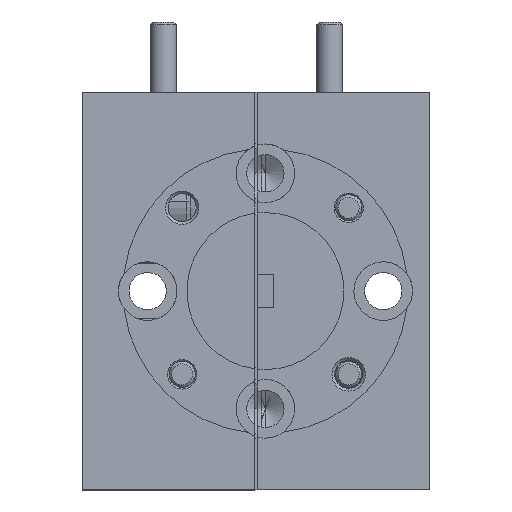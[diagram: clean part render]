
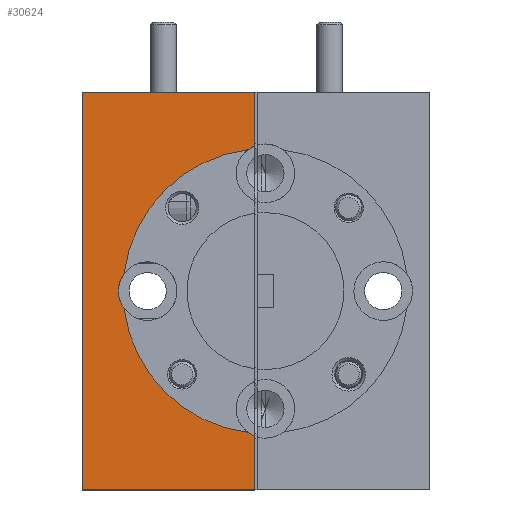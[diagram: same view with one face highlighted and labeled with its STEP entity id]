
A CAD part, left-side view. The second image highlights one B-rep face of the part: STEP entity #30624.
In plain terms, the highlighted planar face has unit normal (-1, 0, 0).
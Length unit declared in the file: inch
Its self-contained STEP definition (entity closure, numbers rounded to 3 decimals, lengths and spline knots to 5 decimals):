
#99 = CARTESIAN_POINT ( 'NONE',  ( -1.8, 0.31243, 2.76392 ) ) ;
#992 = CARTESIAN_POINT ( 'NONE',  ( -1.8, 0., 2.37552 ) ) ;
#1354 = CIRCLE ( 'NONE', #15243, 0.34 ) ;
#1501 = ORIENTED_EDGE ( 'NONE', *, *, #21957, .F. ) ;
#1878 = CARTESIAN_POINT ( 'NONE',  ( -1.8, 0.01677, 2.38472 ) ) ;
#1986 = EDGE_CURVE ( 'NONE', #27407, #16243, #3610, .T. ) ;
#2101 = EDGE_CURVE ( 'NONE', #18243, #10515, #18638, .T. ) ;
#2224 = CARTESIAN_POINT ( 'NONE',  ( -1.8, 0., 3.06878 ) ) ;
#2405 = CARTESIAN_POINT ( 'NONE',  ( -1.8, 0.412, 3.19715 ) ) ;
#2987 = ORIENTED_EDGE ( 'NONE', *, *, #1986, .T. ) ;
#3030 = AXIS2_PLACEMENT_3D ( 'NONE', #2405, #11865, #23940 ) ;
#3190 = DIRECTION ( 'NONE',  ( 0., -1., 0. ) ) ;
#3363 = EDGE_CURVE ( 'NONE', #9651, #7302, #15190, .T. ) ;
#3597 = DIRECTION ( 'NONE',  ( 0., 0., 1. ) ) ;
#3609 = DIRECTION ( 'NONE',  ( 0., 0., -1. ) ) ;
#3610 = LINE ( 'NONE', #10899, #12135 ) ;
#4595 = AXIS2_PLACEMENT_3D ( 'NONE', #20648, #6596, #3609 ) ;
#5284 = ORIENTED_EDGE ( 'NONE', *, *, #7324, .F. ) ;
#5728 = CARTESIAN_POINT ( 'NONE',  ( -1.8, 0., 3.19715 ) ) ;
#5979 = DIRECTION ( 'NONE',  ( 0., 0., -1. ) ) ;
#6291 = AXIS2_PLACEMENT_3D ( 'NONE', #6383, #19689, #29183 ) ;
#6323 = PLANE ( 'NONE',  #3030 ) ;
#6383 = CARTESIAN_POINT ( 'NONE',  ( -1.8, -0.025, 3.0034 ) ) ;
#6542 = CARTESIAN_POINT ( 'NONE',  ( -1.8, 0., 2.24715 ) ) ;
#6573 = CARTESIAN_POINT ( 'NONE',  ( -1.8, -0.025, 2.72215 ) ) ;
#6596 = DIRECTION ( 'NONE',  ( -1., 0., 0. ) ) ;
#6905 = DIRECTION ( 'NONE',  ( 0., 0., 1. ) ) ;
#6958 = ORIENTED_EDGE ( 'NONE', *, *, #3363, .F. ) ;
#7176 = EDGE_CURVE ( 'NONE', #15216, #10515, #21804, .T. ) ;
#7302 = VERTEX_POINT ( 'NONE', #992 ) ;
#7324 = EDGE_CURVE ( 'NONE', #27407, #15216, #13408, .T. ) ;
#7352 = AXIS2_PLACEMENT_3D ( 'NONE', #11484, #18462, #5979 ) ;
#7725 = CARTESIAN_POINT ( 'NONE',  ( -1.8, 0.412, 3.19715 ) ) ;
#7983 = ORIENTED_EDGE ( 'NONE', *, *, #10715, .F. ) ;
#8402 = EDGE_LOOP ( 'NONE', ( #15178, #6958, #7983, #29115, #9091, #1501, #13165, #14003, #5284, #2987 ) ) ;
#9091 = ORIENTED_EDGE ( 'NONE', *, *, #26962, .F. ) ;
#9651 = VERTEX_POINT ( 'NONE', #1878 ) ;
#10106 = VECTOR ( 'NONE', #3190, 39.37008 ) ;
#10515 = VERTEX_POINT ( 'NONE', #5728 ) ;
#10613 = VECTOR ( 'NONE', #19742, 39.37008 ) ;
#10715 = EDGE_CURVE ( 'NONE', #27554, #9651, #19902, .T. ) ;
#10899 = CARTESIAN_POINT ( 'NONE',  ( -1.8, 0.412, 2.24715 ) ) ;
#11484 = CARTESIAN_POINT ( 'NONE',  ( -1.8, -0.025, 2.4409 ) ) ;
#11865 = DIRECTION ( 'NONE',  ( 1., 0., 0. ) ) ;
#12135 = VECTOR ( 'NONE', #15383, 39.37008 ) ;
#12155 = VECTOR ( 'NONE', #6905, 39.37008 ) ;
#13165 = ORIENTED_EDGE ( 'NONE', *, *, #2101, .T. ) ;
#13387 = DIRECTION ( 'NONE',  ( -1., 0., 0. ) ) ;
#13408 = LINE ( 'NONE', #22867, #10613 ) ;
#13989 = CARTESIAN_POINT ( 'NONE',  ( -1.8, 0., 3.19715 ) ) ;
#14003 = ORIENTED_EDGE ( 'NONE', *, *, #7176, .F. ) ;
#14200 = AXIS2_PLACEMENT_3D ( 'NONE', #18360, #13387, #15880 ) ;
#15056 = EDGE_CURVE ( 'NONE', #28358, #27554, #19611, .T. ) ;
#15178 = ORIENTED_EDGE ( 'NONE', *, *, #15317, .T. ) ;
#15190 = CIRCLE ( 'NONE', #7352, 0.07 ) ;
#15216 = VERTEX_POINT ( 'NONE', #24212 ) ;
#15243 = AXIS2_PLACEMENT_3D ( 'NONE', #6573, #29955, #20946 ) ;
#15317 = EDGE_CURVE ( 'NONE', #16243, #7302, #15366, .T. ) ;
#15366 = LINE ( 'NONE', #24812, #28593 ) ;
#15383 = DIRECTION ( 'NONE',  ( 0., -1., 0. ) ) ;
#15880 = DIRECTION ( 'NONE',  ( 0., 0., -1. ) ) ;
#16243 = VERTEX_POINT ( 'NONE', #6542 ) ;
#18152 = CARTESIAN_POINT ( 'NONE',  ( -1.8, 0.31243, 2.68038 ) ) ;
#18243 = VERTEX_POINT ( 'NONE', #2224 ) ;
#18360 = CARTESIAN_POINT ( 'NONE',  ( -1.8, 0.25625, 2.72215 ) ) ;
#18462 = DIRECTION ( 'NONE',  ( -1., 0., 0. ) ) ;
#18638 = LINE ( 'NONE', #13989, #12155 ) ;
#19593 = CIRCLE ( 'NONE', #6291, 0.07 ) ;
#19611 = CIRCLE ( 'NONE', #14200, 0.07 ) ;
#19689 = DIRECTION ( 'NONE',  ( -1., 0., 0. ) ) ;
#19742 = DIRECTION ( 'NONE',  ( 0., 0., 1. ) ) ;
#19902 = CIRCLE ( 'NONE', #4595, 0.34 ) ;
#20359 = CARTESIAN_POINT ( 'NONE',  ( -1.8, 0.01677, 3.05957 ) ) ;
#20648 = CARTESIAN_POINT ( 'NONE',  ( -1.8, -0.025, 2.72215 ) ) ;
#20671 = CARTESIAN_POINT ( 'NONE',  ( -1.8, 0.412, 2.24715 ) ) ;
#20946 = DIRECTION ( 'NONE',  ( 0., 0., -1. ) ) ;
#21804 = LINE ( 'NONE', #7725, #10106 ) ;
#21957 = EDGE_CURVE ( 'NONE', #18243, #22513, #19593, .T. ) ;
#22513 = VERTEX_POINT ( 'NONE', #20359 ) ;
#22867 = CARTESIAN_POINT ( 'NONE',  ( -1.8, 0.412, 3.19715 ) ) ;
#23940 = DIRECTION ( 'NONE',  ( 0., 0., -1. ) ) ;
#24212 = CARTESIAN_POINT ( 'NONE',  ( -1.8, 0.412, 3.19715 ) ) ;
#24812 = CARTESIAN_POINT ( 'NONE',  ( -1.8, 0., 3.19715 ) ) ;
#26962 = EDGE_CURVE ( 'NONE', #22513, #28358, #1354, .T. ) ;
#27407 = VERTEX_POINT ( 'NONE', #20671 ) ;
#27503 = FACE_OUTER_BOUND ( 'NONE', #8402, .T. ) ;
#27554 = VERTEX_POINT ( 'NONE', #18152 ) ;
#28358 = VERTEX_POINT ( 'NONE', #99 ) ;
#28593 = VECTOR ( 'NONE', #3597, 39.37008 ) ;
#29115 = ORIENTED_EDGE ( 'NONE', *, *, #15056, .F. ) ;
#29183 = DIRECTION ( 'NONE',  ( 0., 0., -1. ) ) ;
#29955 = DIRECTION ( 'NONE',  ( -1., 0., 0. ) ) ;
#30624 = ADVANCED_FACE ( 'NONE', ( #27503 ), #6323, .F. ) ;
